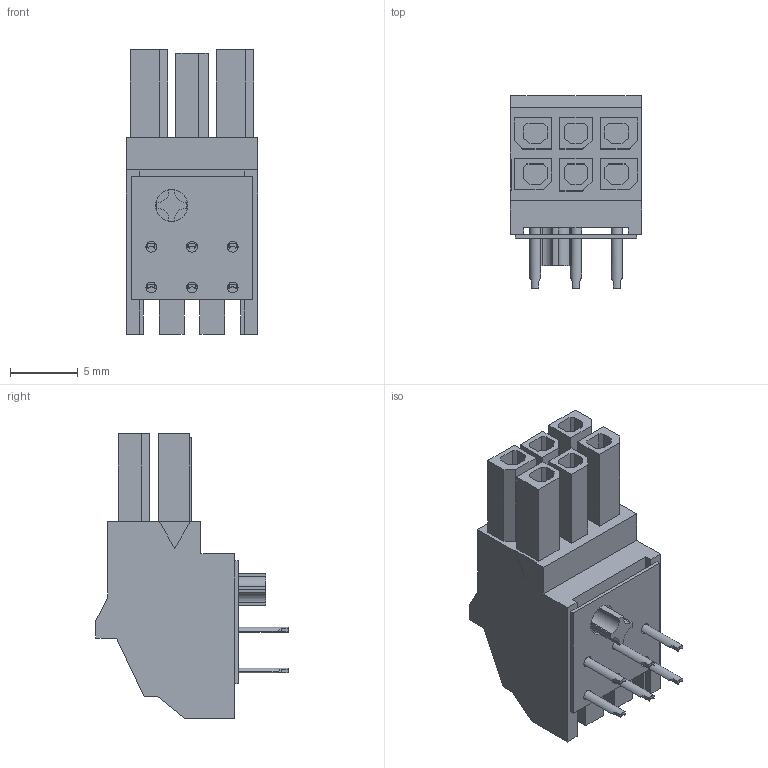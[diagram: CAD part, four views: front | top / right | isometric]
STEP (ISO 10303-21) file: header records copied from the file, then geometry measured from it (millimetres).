
FILE_DESCRIPTION(('STEP AP242'),'1');
FILE_NAME('0447640601.stp','2024-12-19T22:33:31',('TraceParts'),('TraceParts S.A.'),'Spatial InterOp 3D',' ',' ');
FILE_SCHEMA(('AP242_MANAGED_MODEL_BASED_3D_ENGINEERING_MIM_LF {1 0 10303 442 1 1 4}'));
Length unit declared in the file: millimetre
Products named in the file (1): 0447640601_1
Bounding box: 9.7 x 14.17 x 20.98 mm (x, y, z)
Volume: 1151.5 mm3; surface area: 1627.4 mm2
Topology: 1 solids, 1 shells, 301 faces, 917 edges, 628 vertices
Faces by surface type: plane 261, cylinder 40
Entity records: 10249 total; most frequent: CARTESIAN_POINT 1854, ORIENTED_EDGE 1792, DIRECTION 1641, EDGE_CURVE 896, LINE 775, VECTOR 775, VERTEX_POINT 586, AXIS2_PLACEMENT_3D 433
